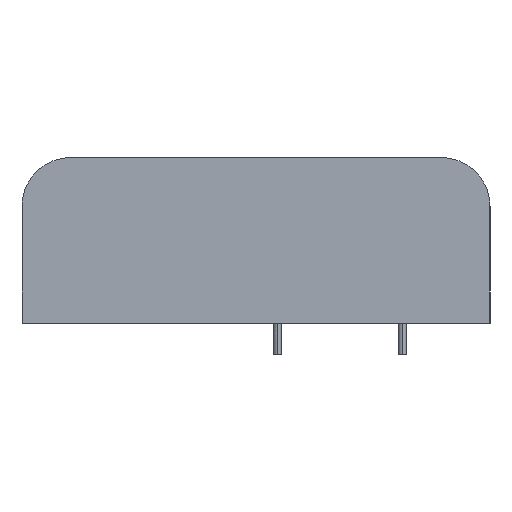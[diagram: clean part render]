
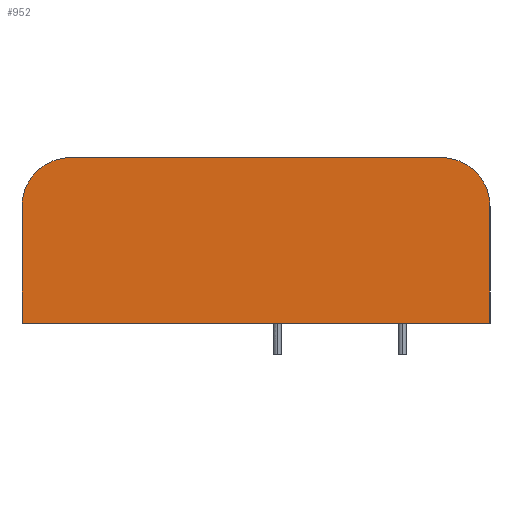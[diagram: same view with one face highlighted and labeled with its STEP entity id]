
A CAD part, left-side view. The second image highlights one B-rep face of the part: STEP entity #952.
In plain terms, the highlighted planar face has unit normal (-1, 0, 0).
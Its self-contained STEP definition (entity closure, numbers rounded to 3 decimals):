
#20 = CARTESIAN_POINT ( 'NONE',  ( -29., -24., 12. ) ) ;
#38 = AXIS2_PLACEMENT_3D ( 'NONE', #2777, #2550, #528 ) ;
#204 = EDGE_LOOP ( 'NONE', ( #2137, #947, #347, #2348, #431, #815 ) ) ;
#277 = EDGE_CURVE ( 'NONE', #2791, #554, #1829, .T. ) ;
#307 = CARTESIAN_POINT ( 'NONE',  ( -29., 24., 2.8 ) ) ;
#347 = ORIENTED_EDGE ( 'NONE', *, *, #277, .T. ) ;
#361 = EDGE_CURVE ( 'NONE', #2174, #469, #2552, .T. ) ;
#362 = FACE_OUTER_BOUND ( 'NONE', #204, .T. ) ;
#431 = ORIENTED_EDGE ( 'NONE', *, *, #2663, .F. ) ;
#469 = VERTEX_POINT ( 'NONE', #2773 ) ;
#528 = DIRECTION ( 'NONE',  ( 0., 0., -1. ) ) ;
#537 = VECTOR ( 'NONE', #2239, 1000. ) ;
#554 = VERTEX_POINT ( 'NONE', #1780 ) ;
#659 = CIRCLE ( 'NONE', #1767, 5. ) ;
#702 = VECTOR ( 'NONE', #2165, 1000. ) ;
#815 = ORIENTED_EDGE ( 'NONE', *, *, #361, .T. ) ;
#854 = PLANE ( 'NONE',  #1130 ) ;
#876 = EDGE_CURVE ( 'NONE', #554, #1313, #1712, .T. ) ;
#877 = VECTOR ( 'NONE', #2531, 1000. ) ;
#916 = VERTEX_POINT ( 'NONE', #1262 ) ;
#947 = ORIENTED_EDGE ( 'NONE', *, *, #1355, .T. ) ;
#952 = ADVANCED_FACE ( 'NONE', ( #362 ), #854, .F. ) ;
#1125 = CARTESIAN_POINT ( 'NONE',  ( -29., 19., 12. ) ) ;
#1130 = AXIS2_PLACEMENT_3D ( 'NONE', #1724, #2638, #1505 ) ;
#1262 = CARTESIAN_POINT ( 'NONE',  ( -29., 19., 17. ) ) ;
#1313 = VERTEX_POINT ( 'NONE', #2879 ) ;
#1352 = CARTESIAN_POINT ( 'NONE',  ( -29., 24., 12. ) ) ;
#1355 = EDGE_CURVE ( 'NONE', #916, #2791, #659, .T. ) ;
#1505 = DIRECTION ( 'NONE',  ( 0., 0., -1. ) ) ;
#1712 = LINE ( 'NONE', #2377, #702 ) ;
#1724 = CARTESIAN_POINT ( 'NONE',  ( -29., 0., 2.8 ) ) ;
#1767 = AXIS2_PLACEMENT_3D ( 'NONE', #1125, #2019, #2920 ) ;
#1780 = CARTESIAN_POINT ( 'NONE',  ( -29., 24., 0. ) ) ;
#1829 = LINE ( 'NONE', #307, #877 ) ;
#1896 = VECTOR ( 'NONE', #2807, 1000. ) ;
#1897 = LINE ( 'NONE', #2846, #1896 ) ;
#2019 = DIRECTION ( 'NONE',  ( -1., 0., 0. ) ) ;
#2137 = ORIENTED_EDGE ( 'NONE', *, *, #2396, .T. ) ;
#2165 = DIRECTION ( 'NONE',  ( 0., -1., 0. ) ) ;
#2174 = VERTEX_POINT ( 'NONE', #20 ) ;
#2225 = LINE ( 'NONE', #2481, #537 ) ;
#2239 = DIRECTION ( 'NONE',  ( 0., 1., 0. ) ) ;
#2348 = ORIENTED_EDGE ( 'NONE', *, *, #876, .T. ) ;
#2377 = CARTESIAN_POINT ( 'NONE',  ( -29., 0., 0. ) ) ;
#2396 = EDGE_CURVE ( 'NONE', #469, #916, #2225, .T. ) ;
#2481 = CARTESIAN_POINT ( 'NONE',  ( -29., 0., 17. ) ) ;
#2531 = DIRECTION ( 'NONE',  ( 0., 0., -1. ) ) ;
#2550 = DIRECTION ( 'NONE',  ( -1., 0., 0. ) ) ;
#2552 = CIRCLE ( 'NONE', #38, 5. ) ;
#2638 = DIRECTION ( 'NONE',  ( 1., 0., 0. ) ) ;
#2663 = EDGE_CURVE ( 'NONE', #2174, #1313, #1897, .T. ) ;
#2773 = CARTESIAN_POINT ( 'NONE',  ( -29., -19., 17. ) ) ;
#2777 = CARTESIAN_POINT ( 'NONE',  ( -29., -19., 12. ) ) ;
#2791 = VERTEX_POINT ( 'NONE', #1352 ) ;
#2807 = DIRECTION ( 'NONE',  ( 0., 0., -1. ) ) ;
#2846 = CARTESIAN_POINT ( 'NONE',  ( -29., -24., 2.8 ) ) ;
#2879 = CARTESIAN_POINT ( 'NONE',  ( -29., -24., 0. ) ) ;
#2920 = DIRECTION ( 'NONE',  ( 0., 0., -1. ) ) ;
